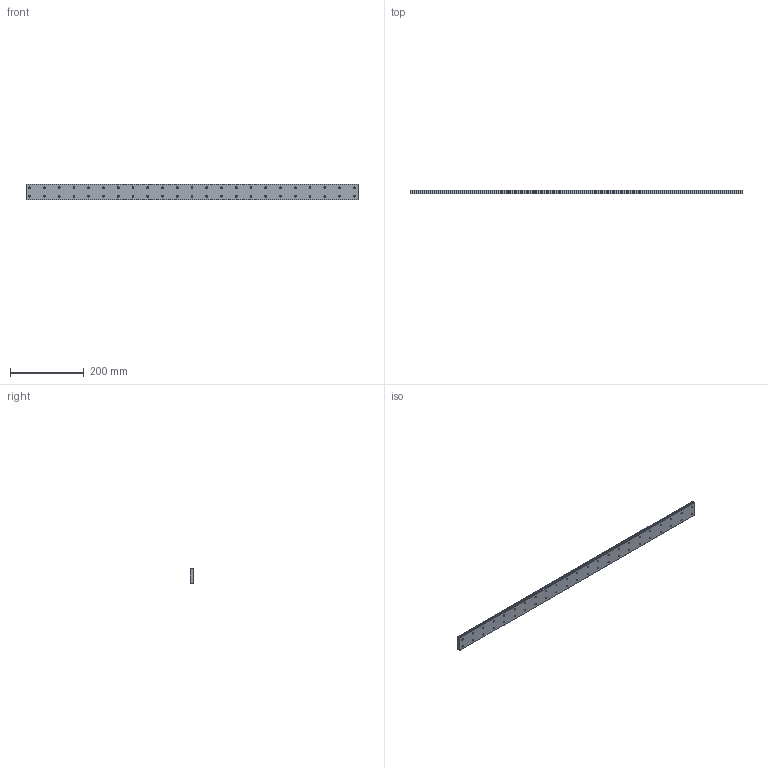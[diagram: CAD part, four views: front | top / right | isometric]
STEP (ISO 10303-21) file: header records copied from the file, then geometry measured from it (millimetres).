
FILE_DESCRIPTION (( 'STEP AP214' ), '1' );
FILE_NAME ('SRS15WSSS-900LM_G10_0_0_0_0_0_1.STEP', '2021-08-10T08:21:23', ( '' ), ( '' ), 'SwSTEP 2.0', 'SolidWorks 2021', '' );
FILE_SCHEMA (( 'AUTOMOTIVE_DESIGN' ));
Length unit declared in the file: millimetre
Products named in the file (2): _SRS15WS90010 Track; SRS15WSSS-900LM_G10_0_0_0_0_0_1
Assembly tree (1 placements, depth 2):
  SRS15WSSS-900LM_G10_0_0_0_0_0_1
    _SRS15WS90010 Track
Bounding box: 900 x 9.5 x 42 mm (x, y, z)
Volume: 330767.4 mm3; surface area: 99753 mm2
Topology: 1 solids, 1 shells, 253 faces, 615 edges, 410 vertices
Faces by surface type: cylinder 191, plane 62
Entity records: 7881 total; most frequent: DIRECTION 1511, CARTESIAN_POINT 1282, ORIENTED_EDGE 1230, AXIS2_PLACEMENT_3D 639, EDGE_CURVE 615, VERTEX_POINT 410, EDGE_LOOP 391, CIRCLE 382
